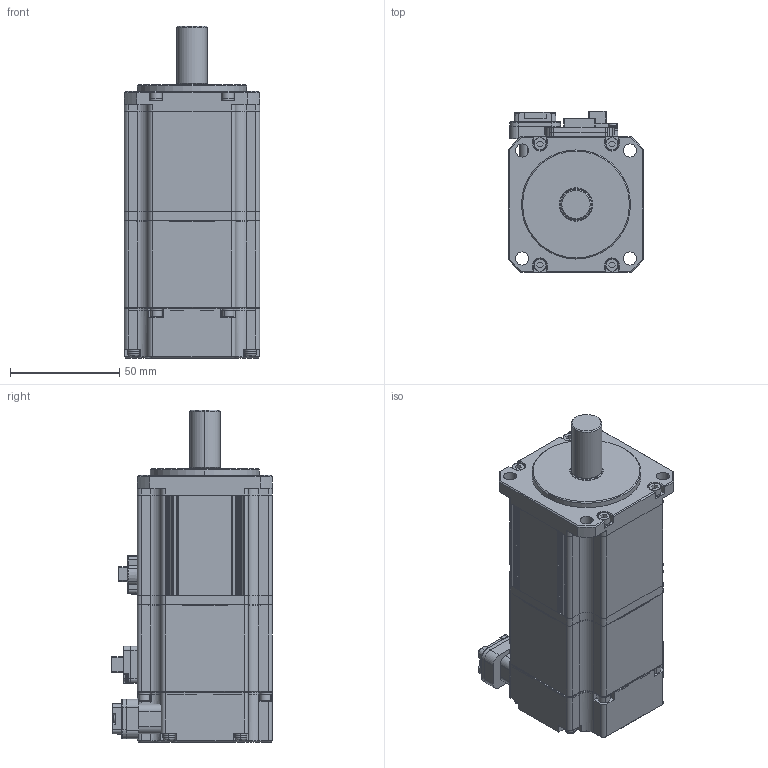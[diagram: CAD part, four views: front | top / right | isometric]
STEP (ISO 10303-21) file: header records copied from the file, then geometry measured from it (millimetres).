
FILE_DESCRIPTION (( 'STEP AP214' ), '1' );
FILE_NAME ('SLM06GA044G02_Out Line(APMC-FBL02AYN2).STEP', '2019-07-25T08:57:40', ( '' ), ( '' ), 'SwSTEP 2.0', 'SolidWorks 2011', '' );
FILE_SCHEMA (( 'AUTOMOTIVE_DESIGN' ));
Length unit declared in the file: millimetre
Products named in the file (1): SLM06GA044G02_Out Line(APMC-FBL02AYN2)
Bounding box: 62 x 73.8 x 152.2 mm (x, y, z)
Volume: 427617.4 mm3; surface area: 97803.7 mm2
Topology: 50 solids, 50 shells, 2091 faces, 5461 edges, 3549 vertices
Faces by surface type: plane 1301, cylinder 578, bspline 101, cone 87, torus 24
Entity records: 91565 total; most frequent: CARTESIAN_POINT 16538, ORIENTED_EDGE 10894, DIRECTION 10282, EDGE_CURVE 5447, LINE 3740, VECTOR 3740, VERTEX_POINT 3549, AXIS2_PLACEMENT_3D 3271
